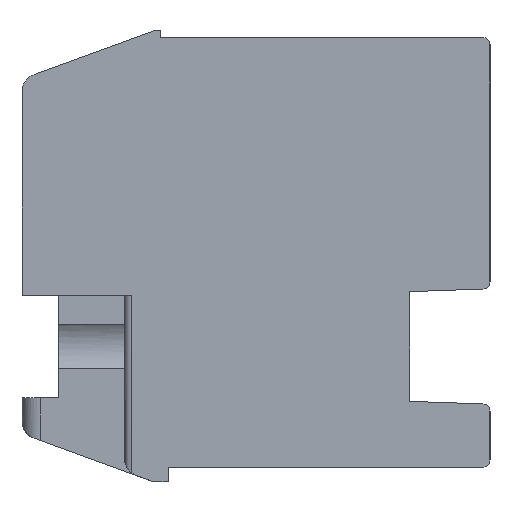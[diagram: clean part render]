
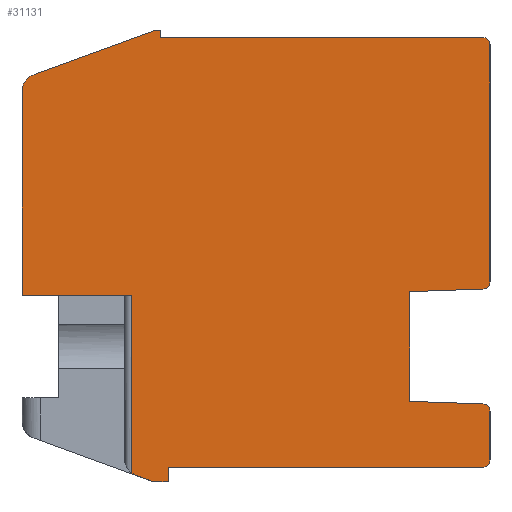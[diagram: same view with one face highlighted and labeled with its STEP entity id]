
A CAD part, left-side view. The second image highlights one B-rep face of the part: STEP entity #31131.
In plain terms, the highlighted planar face has unit normal (-1, 0, 0).
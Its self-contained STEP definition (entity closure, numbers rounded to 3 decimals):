
#13=DIRECTION('',(0.,0.,1.));
#14=VECTOR('',#13,5.571);
#15=CARTESIAN_POINT('',(7.5,0.,-2.8));
#16=LINE('',#15,#14);
#2657=DIRECTION('',(0.,-1.,0.));
#2658=VECTOR('',#2657,3.);
#2659=CARTESIAN_POINT('',(7.5,0.,-2.8));
#2660=LINE('',#2659,#2658);
#6095=DIRECTION('',(0.,0.,1.));
#6096=VECTOR('',#6095,6.48);
#6097=CARTESIAN_POINT('',(7.5,-12.8,-2.43));
#6098=LINE('',#6097,#6096);
#6112=CARTESIAN_POINT('',(7.5,-3.3,-7.259));
#6113=DIRECTION('',(-1.,0.,0.));
#6114=DIRECTION('',(0.,0.6,-0.8));
#6115=AXIS2_PLACEMENT_3D('',#6112,#6113,#6114);
#6117=DIRECTION('',(0.,0.,-1.));
#6118=VECTOR('',#6117,4.859);
#6119=CARTESIAN_POINT('',(7.5,-3.,-2.8));
#6120=LINE('',#6119,#6118);
#6121=CARTESIAN_POINT('',(7.5,-0.5,2.771));
#6122=DIRECTION('',(-1.,0.,0.));
#6123=DIRECTION('',(0.,0.342,0.94));
#6124=AXIS2_PLACEMENT_3D('',#6121,#6122,#6123);
#6126=DIRECTION('',(0.,-0.94,0.342));
#6127=VECTOR('',#6126,3.534);
#6128=CARTESIAN_POINT('',(7.5,-0.329,3.241));
#6129=LINE('',#6128,#6127);
#6130=DIRECTION('',(0.,0.,-1.));
#6131=VECTOR('',#6130,0.2);
#6132=CARTESIAN_POINT('',(7.5,-3.789,4.45));
#6133=LINE('',#6132,#6131);
#6134=DIRECTION('',(0.,-1.,0.));
#6135=VECTOR('',#6134,8.811);
#6136=CARTESIAN_POINT('',(7.5,-3.789,4.25));
#6137=LINE('',#6136,#6135);
#6138=CARTESIAN_POINT('',(7.5,-12.6,4.05));
#6139=DIRECTION('',(-1.,0.,0.));
#6140=DIRECTION('',(0.,-1.,0.));
#6141=AXIS2_PLACEMENT_3D('',#6138,#6139,#6140);
#6143=CARTESIAN_POINT('',(7.5,-12.6,-2.43));
#6144=DIRECTION('',(-1.,0.,0.));
#6145=DIRECTION('',(0.,-0.035,-0.999));
#6146=AXIS2_PLACEMENT_3D('',#6143,#6144,#6145);
#6148=DIRECTION('',(0.,0.999,-0.035));
#6149=VECTOR('',#6148,2.008);
#6150=CARTESIAN_POINT('',(7.5,-12.607,-2.63));
#6151=LINE('',#6150,#6149);
#6152=DIRECTION('',(0.,0.,-1.));
#6153=VECTOR('',#6152,3.);
#6154=CARTESIAN_POINT('',(7.5,-10.6,-2.7));
#6155=LINE('',#6154,#6153);
#6156=DIRECTION('',(0.,-0.999,-0.035));
#6157=VECTOR('',#6156,2.008);
#6158=CARTESIAN_POINT('',(7.5,-10.6,-5.7));
#6159=LINE('',#6158,#6157);
#6160=CARTESIAN_POINT('',(7.5,-12.6,-5.97));
#6161=DIRECTION('',(-1.,0.,0.));
#6162=DIRECTION('',(0.,-1.,0.));
#6163=AXIS2_PLACEMENT_3D('',#6160,#6161,#6162);
#6165=CARTESIAN_POINT('',(7.5,-12.6,-7.3));
#6166=DIRECTION('',(-1.,0.,0.));
#6167=DIRECTION('',(0.,0.,-1.));
#6168=AXIS2_PLACEMENT_3D('',#6165,#6166,#6167);
#6170=DIRECTION('',(0.,1.,0.));
#6171=VECTOR('',#6170,8.6);
#6172=CARTESIAN_POINT('',(7.5,-12.6,-7.5));
#6173=LINE('',#6172,#6171);
#6174=DIRECTION('',(0.,0.,1.));
#6175=VECTOR('',#6174,0.4);
#6176=CARTESIAN_POINT('',(7.5,-4.,-7.9));
#6177=LINE('',#6176,#6175);
#6178=DIRECTION('',(0.,-1.,0.));
#6179=VECTOR('',#6178,0.4);
#6180=CARTESIAN_POINT('',(7.5,-3.6,-7.9));
#6181=LINE('',#6180,#6179);
#6182=DIRECTION('',(0.,0.94,0.342));
#6183=VECTOR('',#6182,0.501);
#6184=CARTESIAN_POINT('',(7.5,-3.6,-7.9));
#6185=LINE('',#6184,#6183);
#6223=DIRECTION('',(0.,-1.,0.));
#6224=VECTOR('',#6223,0.139);
#6225=CARTESIAN_POINT('',(7.5,-3.65,4.45));
#6226=LINE('',#6225,#6224);
#9873=DIRECTION('',(0.,0.,1.));
#9874=VECTOR('',#9873,1.33);
#9875=CARTESIAN_POINT('',(7.5,-12.8,-7.3));
#9876=LINE('',#9875,#9874);
#20901=CARTESIAN_POINT('',(7.5,-3.789,4.45));
#20902=CARTESIAN_POINT('',(7.5,-3.789,4.25));
#20903=VERTEX_POINT('',#20901);
#20904=VERTEX_POINT('',#20902);
#20905=CARTESIAN_POINT('',(7.5,-0.329,3.241));
#20906=CARTESIAN_POINT('',(7.5,-3.65,4.45));
#20907=VERTEX_POINT('',#20905);
#20908=VERTEX_POINT('',#20906);
#20909=CARTESIAN_POINT('',(7.5,0.,2.771));
#20910=VERTEX_POINT('',#20909);
#20950=CARTESIAN_POINT('',(7.5,-12.8,4.05));
#20951=CARTESIAN_POINT('',(7.5,-12.6,4.25));
#20952=VERTEX_POINT('',#20950);
#20953=VERTEX_POINT('',#20951);
#20954=CARTESIAN_POINT('',(7.5,-12.6,-7.5));
#20955=CARTESIAN_POINT('',(7.5,-12.8,-7.3));
#20956=VERTEX_POINT('',#20954);
#20957=VERTEX_POINT('',#20955);
#20958=CARTESIAN_POINT('',(7.5,-3.6,-7.9));
#20959=CARTESIAN_POINT('',(7.5,-4.,-7.9));
#20960=VERTEX_POINT('',#20958);
#20961=VERTEX_POINT('',#20959);
#20968=CARTESIAN_POINT('',(7.5,-10.6,-2.7));
#20969=CARTESIAN_POINT('',(7.5,-10.6,-5.7));
#20970=VERTEX_POINT('',#20968);
#20971=VERTEX_POINT('',#20969);
#20976=CARTESIAN_POINT('',(7.5,0.,-2.8));
#20977=VERTEX_POINT('',#20976);
#20978=CARTESIAN_POINT('',(7.5,-12.8,-5.97));
#20979=CARTESIAN_POINT('',(7.5,-12.607,-5.77));
#20980=VERTEX_POINT('',#20978);
#20981=VERTEX_POINT('',#20979);
#20982=CARTESIAN_POINT('',(7.5,-12.607,-2.63));
#20983=CARTESIAN_POINT('',(7.5,-12.8,-2.43));
#20984=VERTEX_POINT('',#20982);
#20985=VERTEX_POINT('',#20983);
#21020=CARTESIAN_POINT('',(7.5,-3.,-2.8));
#21021=VERTEX_POINT('',#21020);
#21064=CARTESIAN_POINT('',(7.5,-4.,-7.5));
#21065=VERTEX_POINT('',#21064);
#21076=CARTESIAN_POINT('',(7.5,-3.,-7.659));
#21077=CARTESIAN_POINT('',(7.5,-3.129,-7.729));
#21078=VERTEX_POINT('',#21076);
#21079=VERTEX_POINT('',#21077);
#31087=CARTESIAN_POINT('',(7.5,0.,-7.9));
#31088=DIRECTION('',(-1.,0.,0.));
#31089=DIRECTION('',(0.,0.,1.));
#31090=AXIS2_PLACEMENT_3D('',#31087,#31088,#31089);
#31091=PLANE('',#31090);
#31092=ORIENTED_EDGE('',*,*,#26841,.F.);
#31094=ORIENTED_EDGE('',*,*,#31093,.F.);
#31095=ORIENTED_EDGE('',*,*,#26729,.F.);
#31096=ORIENTED_EDGE('',*,*,#25558,.T.);
#31098=ORIENTED_EDGE('',*,*,#31097,.F.);
#31100=ORIENTED_EDGE('',*,*,#31099,.T.);
#31102=ORIENTED_EDGE('',*,*,#31101,.T.);
#31104=ORIENTED_EDGE('',*,*,#31103,.T.);
#31105=ORIENTED_EDGE('',*,*,#30940,.T.);
#31106=ORIENTED_EDGE('',*,*,#31081,.F.);
#31107=ORIENTED_EDGE('',*,*,#31052,.F.);
#31109=ORIENTED_EDGE('',*,*,#31108,.F.);
#31111=ORIENTED_EDGE('',*,*,#31110,.T.);
#31113=ORIENTED_EDGE('',*,*,#31112,.T.);
#31115=ORIENTED_EDGE('',*,*,#31114,.T.);
#31117=ORIENTED_EDGE('',*,*,#31116,.F.);
#31119=ORIENTED_EDGE('',*,*,#31118,.F.);
#31121=ORIENTED_EDGE('',*,*,#31120,.F.);
#31123=ORIENTED_EDGE('',*,*,#31122,.T.);
#31125=ORIENTED_EDGE('',*,*,#31124,.F.);
#31127=ORIENTED_EDGE('',*,*,#31126,.F.);
#31128=ORIENTED_EDGE('',*,*,#26803,.T.);
#31129=EDGE_LOOP('',(#31092,#31094,#31095,#31096,#31098,#31100,#31102,#31104,
#31105,#31106,#31107,#31109,#31111,#31113,#31115,#31117,#31119,#31121,#31123,
#31125,#31127,#31128));
#31130=FACE_OUTER_BOUND('',#31129,.F.);
#31131=ADVANCED_FACE('',(#31130),#31091,.T.);
#6116=CIRCLE('',#6115,0.5);
#6125=CIRCLE('',#6124,0.5);
#6142=CIRCLE('',#6141,0.2);
#6147=CIRCLE('',#6146,0.2);
#6164=CIRCLE('',#6163,0.2);
#6169=CIRCLE('',#6168,0.2);
#25558=EDGE_CURVE('',#20977,#20910,#16,.T.);
#26729=EDGE_CURVE('',#20977,#21021,#2660,.T.);
#26803=EDGE_CURVE('',#20960,#21079,#6185,.T.);
#26841=EDGE_CURVE('',#21078,#21079,#6116,.T.);
#30940=EDGE_CURVE('',#20904,#20953,#6137,.T.);
#31052=EDGE_CURVE('',#20985,#20952,#6098,.T.);
#31081=EDGE_CURVE('',#20952,#20953,#6142,.T.);
#31093=EDGE_CURVE('',#21021,#21078,#6120,.T.);
#31097=EDGE_CURVE('',#20907,#20910,#6125,.T.);
#31099=EDGE_CURVE('',#20907,#20908,#6129,.T.);
#31101=EDGE_CURVE('',#20908,#20903,#6226,.T.);
#31103=EDGE_CURVE('',#20903,#20904,#6133,.T.);
#31108=EDGE_CURVE('',#20984,#20985,#6147,.T.);
#31110=EDGE_CURVE('',#20984,#20970,#6151,.T.);
#31112=EDGE_CURVE('',#20970,#20971,#6155,.T.);
#31114=EDGE_CURVE('',#20971,#20981,#6159,.T.);
#31116=EDGE_CURVE('',#20980,#20981,#6164,.T.);
#31118=EDGE_CURVE('',#20957,#20980,#9876,.T.);
#31120=EDGE_CURVE('',#20956,#20957,#6169,.T.);
#31122=EDGE_CURVE('',#20956,#21065,#6173,.T.);
#31124=EDGE_CURVE('',#20961,#21065,#6177,.T.);
#31126=EDGE_CURVE('',#20960,#20961,#6181,.T.);
